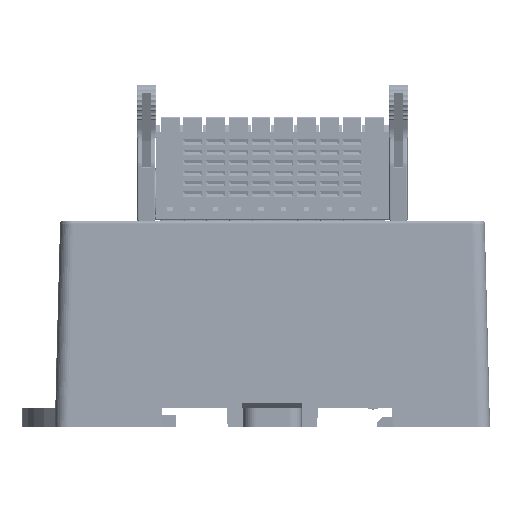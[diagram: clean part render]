
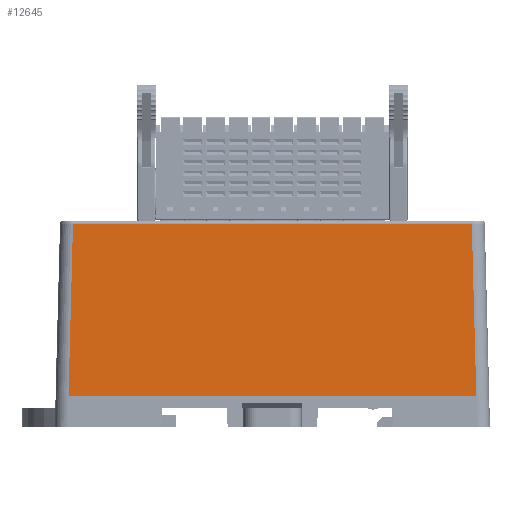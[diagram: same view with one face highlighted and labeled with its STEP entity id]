
A CAD part, left-side view. The second image highlights one B-rep face of the part: STEP entity #12645.
In plain terms, the highlighted planar face has unit normal (-1, 0, 0.026).
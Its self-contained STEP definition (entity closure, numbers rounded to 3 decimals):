
#12645=ADVANCED_FACE('',(#30281),#23279,.T.);
#23279=PLANE('',#196824);
#30281=FACE_OUTER_BOUND('',#40457,.T.);
#40457=EDGE_LOOP('',(#52473,#52474,#52475,#52476));
#52473=ORIENTED_EDGE('',*,*,#127117,.T.);
#52474=ORIENTED_EDGE('',*,*,#126692,.F.);
#52475=ORIENTED_EDGE('',*,*,#127118,.T.);
#52476=ORIENTED_EDGE('',*,*,#127119,.T.);
#108305=VERTEX_POINT('',#265634);
#108306=VERTEX_POINT('',#265636);
#108717=VERTEX_POINT('',#266681);
#108718=VERTEX_POINT('',#266683);
#126692=EDGE_CURVE('',#108305,#108306,#154829,.T.);
#127117=EDGE_CURVE('',#108717,#108306,#155180,.T.);
#127118=EDGE_CURVE('',#108305,#108718,#155181,.T.);
#127119=EDGE_CURVE('',#108718,#108717,#155182,.T.);
#154829=LINE('',#265635,#175731);
#155180=LINE('',#266680,#176082);
#155181=LINE('',#266682,#176083);
#155182=LINE('',#266684,#176084);
#175731=VECTOR('',#212721,1.);
#176082=VECTOR('',#213222,1.);
#176083=VECTOR('',#213223,1.);
#176084=VECTOR('',#213224,1.);
#196824=AXIS2_PLACEMENT_3D('',#266685,#213225,#213226);
#212721=DIRECTION('',(0.,1.,0.));
#213222=DIRECTION('',(-0.026,0.026,-0.999));
#213223=DIRECTION('',(0.026,0.026,0.999));
#213224=DIRECTION('',(0.,1.,0.));
#213225=DIRECTION('',(-1.,0.,0.026));
#213226=DIRECTION('',(0.026,0.,1.));
#265634=CARTESIAN_POINT('',(188.229,487.768,-64.));
#265635=CARTESIAN_POINT('',(188.229,545.856,-64.));
#265636=CARTESIAN_POINT('',(188.229,550.544,-64.));
#266680=CARTESIAN_POINT('',(188.262,550.511,-62.752));
#266681=CARTESIAN_POINT('',(188.923,549.85,-37.487));
#266682=CARTESIAN_POINT('',(188.28,487.818,-62.066));
#266683=CARTESIAN_POINT('',(188.923,488.462,-37.487));
#266684=CARTESIAN_POINT('',(188.923,518.656,-37.487));
#266685=CARTESIAN_POINT('',(188.263,518.656,-62.7));
